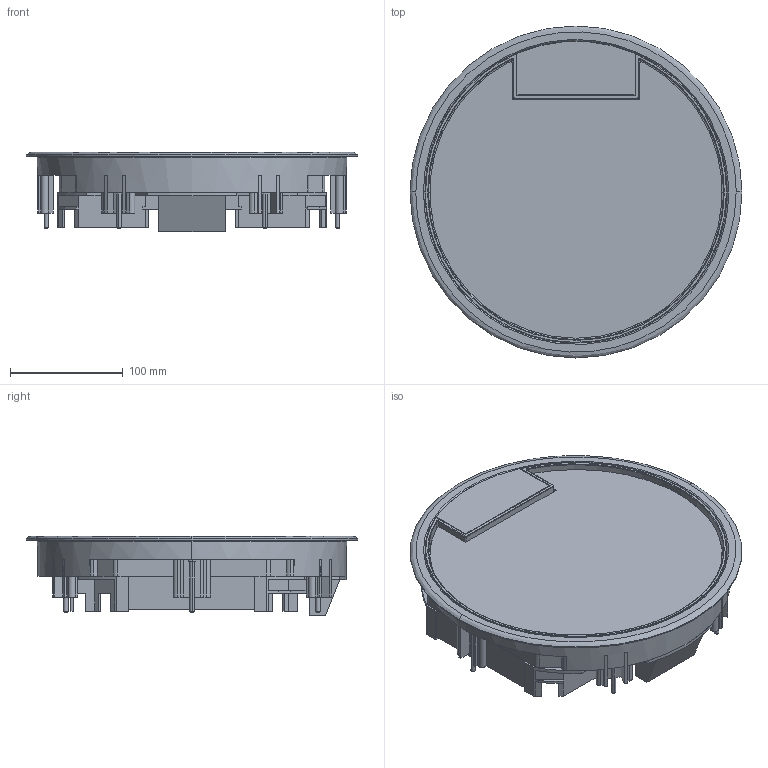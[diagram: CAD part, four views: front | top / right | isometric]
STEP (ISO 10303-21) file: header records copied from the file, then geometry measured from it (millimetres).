
FILE_DESCRIPTION (( 'STEP AP214' ), '1' );
FILE_NAME ('7405544_KSTP1.stp', '2016-05-03T13:08:50', ( '' ), ( '' ), 'SwSTEP 2.0', 'SolidWorks 2014', '' );
FILE_SCHEMA (( 'AUTOMOTIVE_DESIGN' ));
Length unit declared in the file: inch
Products named in the file (14): 40456A_Standard; P_43388A_1_Standard; P_43387A_1_Standard; 7405544_KSTP1; 30736F_Standard; 59498_Standard; 42896B_Standard; 40046K_Standard; 39405602T1_Standard; 42762A_42762 K; 43393A_Standard; 43392A_Standard; 40452A_Standard; 43397A_Standard
Assembly tree (19 placements, depth 3):
  7405544_KSTP1
    40456A_Standard
      P_43387A_1_Standard
      P_43388A_1_Standard
    40452A_Standard
      43397A_Standard
    43392A_Standard
    43393A_Standard
    42762A_42762 K  x2
    40046K_Standard  x6
      39405602T1_Standard
    42896B_Standard
    59498_Standard
    30736F_Standard
Bounding box: 294 x 294 x 70.3 mm (x, y, z)
Volume: 960069.7 mm3; surface area: 474975.3 mm2
Topology: 16 solids, 16 shells, 845 faces, 2266 edges, 1464 vertices
Faces by surface type: plane 495, cylinder 140, cone 127, bspline 83
Entity records: 33885 total; most frequent: CARTESIAN_POINT 7101, ORIENTED_EDGE 3744, DIRECTION 3524, EDGE_CURVE 1872, LINE 1238, VECTOR 1238, VERTEX_POINT 1216, AXIS2_PLACEMENT_3D 1143
